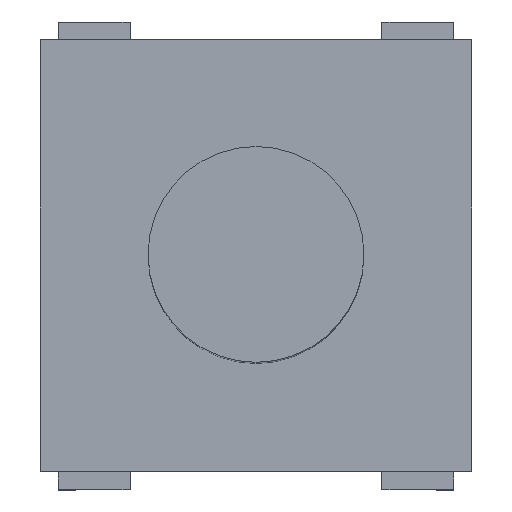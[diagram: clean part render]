
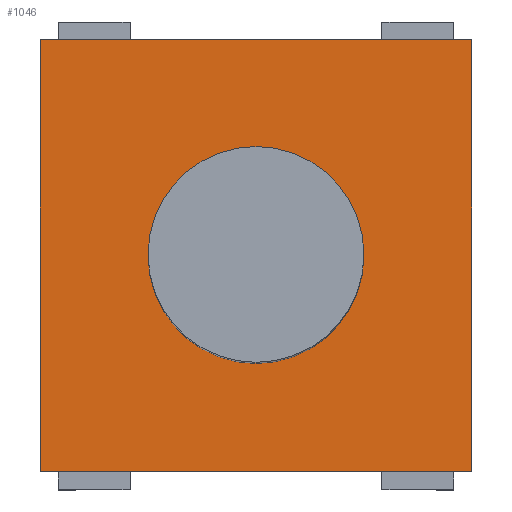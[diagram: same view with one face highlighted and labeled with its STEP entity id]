
A CAD part, top view. The second image highlights one B-rep face of the part: STEP entity #1046.
In plain terms, the highlighted planar face has unit normal (0, 0, 1).
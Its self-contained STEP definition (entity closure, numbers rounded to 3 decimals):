
#221 = DIRECTION ( 'NONE',  ( -1., 0., 0. ) ) ;
#222 = DIRECTION ( 'NONE',  ( 0., 0., -1. ) ) ;
#223 = CARTESIAN_POINT ( 'NONE',  ( 3., -3., 3. ) ) ;
#224 = PLANE ( 'NONE',  #657 ) ;
#253 = CARTESIAN_POINT ( 'NONE',  ( 3., -3., 3. ) ) ;
#258 = CARTESIAN_POINT ( 'NONE',  ( -3., -3., 3. ) ) ;
#263 = CARTESIAN_POINT ( 'NONE',  ( -3., 3., 3. ) ) ;
#266 = CARTESIAN_POINT ( 'NONE',  ( 3., 3., 3. ) ) ;
#296 = CARTESIAN_POINT ( 'NONE',  ( 1.5, 0., 3. ) ) ;
#307 = CARTESIAN_POINT ( 'NONE',  ( -1.5, 0., 3. ) ) ;
#333 = CARTESIAN_POINT ( 'NONE',  ( 0., 0., 3. ) ) ;
#334 = DIRECTION ( 'NONE',  ( 0., 0., 1. ) ) ;
#335 = DIRECTION ( 'NONE',  ( -1., 0., 0. ) ) ;
#350 = CARTESIAN_POINT ( 'NONE',  ( -3., 3., 3. ) ) ;
#351 = DIRECTION ( 'NONE',  ( -1., 0., 0. ) ) ;
#386 = CARTESIAN_POINT ( 'NONE',  ( 0., 0., 3. ) ) ;
#387 = DIRECTION ( 'NONE',  ( 0., 0., 1. ) ) ;
#388 = DIRECTION ( 'NONE',  ( -1., 0., 0. ) ) ;
#393 = CARTESIAN_POINT ( 'NONE',  ( 3., 3., 3. ) ) ;
#394 = DIRECTION ( 'NONE',  ( 0., 1., 0. ) ) ;
#397 = CARTESIAN_POINT ( 'NONE',  ( -3., 3., 3. ) ) ;
#398 = DIRECTION ( 'NONE',  ( 0., -1., 0. ) ) ;
#498 = FACE_BOUND ( 'NONE', #777, .T. ) ;
#507 = FACE_OUTER_BOUND ( 'NONE', #817, .T. ) ;
#562 = LINE ( 'NONE', #1226, #624 ) ;
#622 = VECTOR ( 'NONE', #398, 1000. ) ;
#624 = VECTOR ( 'NONE', #1225, 1000. ) ;
#643 = CIRCLE ( 'NONE', #645, 1.5 ) ;
#645 = AXIS2_PLACEMENT_3D ( 'NONE', #333, #334, #335 ) ;
#657 = AXIS2_PLACEMENT_3D ( 'NONE', #223, #222, #221 ) ;
#673 = VECTOR ( 'NONE', #351, 1000. ) ;
#714 = CIRCLE ( 'NONE', #719, 1.5 ) ;
#719 = AXIS2_PLACEMENT_3D ( 'NONE', #386, #387, #388 ) ;
#722 = VECTOR ( 'NONE', #394, 1000. ) ;
#777 = EDGE_LOOP ( 'NONE', ( #921, #923 ) ) ;
#817 = EDGE_LOOP ( 'NONE', ( #916, #918, #917, #919 ) ) ;
#916 = ORIENTED_EDGE ( 'NONE', *, *, #1114, .T. ) ;
#917 = ORIENTED_EDGE ( 'NONE', *, *, #1133, .T. ) ;
#918 = ORIENTED_EDGE ( 'NONE', *, *, #1155, .T. ) ;
#919 = ORIENTED_EDGE ( 'NONE', *, *, #1157, .T. ) ;
#921 = ORIENTED_EDGE ( 'NONE', *, *, #1151, .F. ) ;
#923 = ORIENTED_EDGE ( 'NONE', *, *, #1125, .F. ) ;
#985 = VERTEX_POINT ( 'NONE', #266 ) ;
#988 = VERTEX_POINT ( 'NONE', #263 ) ;
#993 = VERTEX_POINT ( 'NONE', #258 ) ;
#998 = VERTEX_POINT ( 'NONE', #253 ) ;
#1010 = VERTEX_POINT ( 'NONE', #307 ) ;
#1017 = VERTEX_POINT ( 'NONE', #296 ) ;
#1046 = ADVANCED_FACE ( 'NONE', ( #507, #498 ), #224, .F. ) ;
#1114 = EDGE_CURVE ( 'NONE', #993, #998, #562, .T. ) ;
#1125 = EDGE_CURVE ( 'NONE', #1017, #1010, #643, .T. ) ;
#1133 = EDGE_CURVE ( 'NONE', #985, #988, #1178, .T. ) ;
#1151 = EDGE_CURVE ( 'NONE', #1010, #1017, #714, .T. ) ;
#1155 = EDGE_CURVE ( 'NONE', #998, #985, #1202, .T. ) ;
#1157 = EDGE_CURVE ( 'NONE', #988, #993, #1204, .T. ) ;
#1178 = LINE ( 'NONE', #350, #673 ) ;
#1202 = LINE ( 'NONE', #393, #722 ) ;
#1204 = LINE ( 'NONE', #397, #622 ) ;
#1225 = DIRECTION ( 'NONE',  ( 1., 0., 0. ) ) ;
#1226 = CARTESIAN_POINT ( 'NONE',  ( -3., -3., 3. ) ) ;
